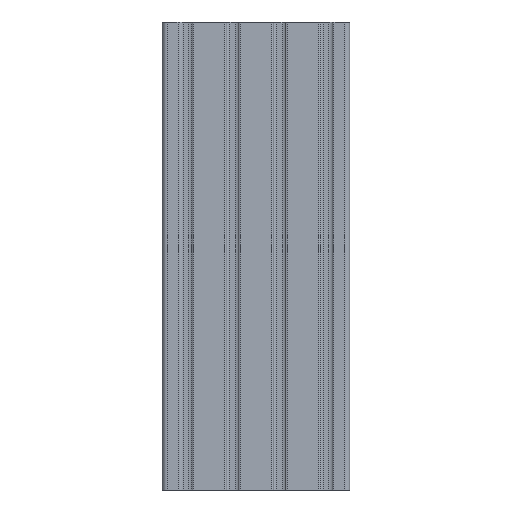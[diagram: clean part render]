
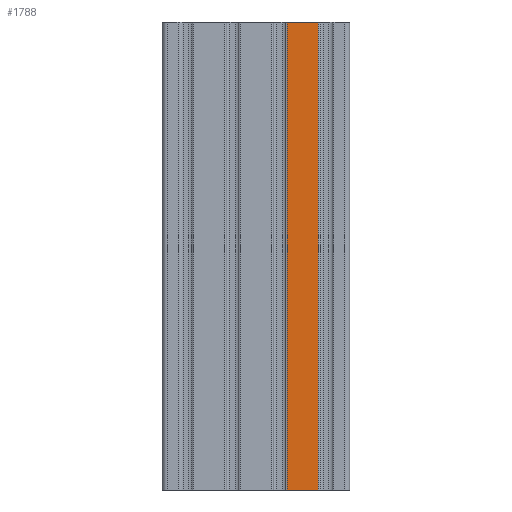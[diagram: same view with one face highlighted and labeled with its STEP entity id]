
A CAD part, front view. The second image highlights one B-rep face of the part: STEP entity #1788.
In plain terms, the highlighted planar face has unit normal (0, -1, 0).
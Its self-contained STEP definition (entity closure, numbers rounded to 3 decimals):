
#1730=CARTESIAN_POINT('',(13.4,-20.,200.0));
#1731=VERTEX_POINT('',#1730);
#1739=CARTESIAN_POINT('',(13.4,-20.,0.0));
#1740=VERTEX_POINT('',#1739);
#1741=CARTESIAN_POINT('',(13.4,-20.,0.0));
#1742=DIRECTION('',(0.0,0.0,1.0));
#1743=VECTOR('',#1742,200.0);
#1744=LINE('',#1741,#1743);
#1745=EDGE_CURVE('',#1740,#1731,#1744,.T.);
#1758=CARTESIAN_POINT('',(13.4,-20.,0.0));
#1759=DIRECTION('',(0.0,-1.0,0.0));
#1760=DIRECTION('',(0.0,0.0,-1.0));
#1761=AXIS2_PLACEMENT_3D('',#1758,#1759,#1760);
#1762=PLANE('',#1761);
#1763=CARTESIAN_POINT('',(0.,-20.,200.0));
#1764=VERTEX_POINT('',#1763);
#1765=CARTESIAN_POINT('',(13.4,-20.,200.0));
#1766=DIRECTION('',(-1.0,0.0,0.0));
#1767=VECTOR('',#1766,13.4);
#1768=LINE('',#1765,#1767);
#1769=EDGE_CURVE('',#1731,#1764,#1768,.T.);
#1770=ORIENTED_EDGE('',*,*,#1769,.T.);
#1771=CARTESIAN_POINT('',(0.,-20.,0.0));
#1772=VERTEX_POINT('',#1771);
#1773=CARTESIAN_POINT('',(0.,-20.,0.0));
#1774=DIRECTION('',(0.0,0.0,1.0));
#1775=VECTOR('',#1774,200.0);
#1776=LINE('',#1773,#1775);
#1777=EDGE_CURVE('',#1772,#1764,#1776,.T.);
#1778=ORIENTED_EDGE('',*,*,#1777,.F.);
#1779=CARTESIAN_POINT('',(0.,-20.,0.0));
#1780=DIRECTION('',(1.0,0.0,0.0));
#1781=VECTOR('',#1780,13.4);
#1782=LINE('',#1779,#1781);
#1783=EDGE_CURVE('',#1772,#1740,#1782,.T.);
#1784=ORIENTED_EDGE('',*,*,#1783,.T.);
#1785=ORIENTED_EDGE('',*,*,#1745,.T.);
#1786=EDGE_LOOP('',(#1770,#1778,#1784,#1785));
#1787=FACE_OUTER_BOUND('',#1786,.T.);
#1788=ADVANCED_FACE('',(#1787),#1762,.T.);
